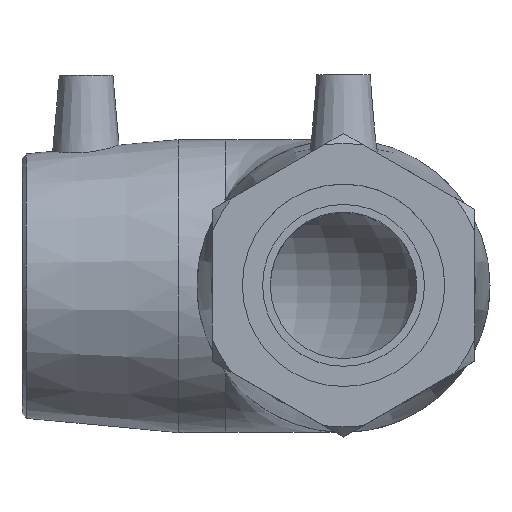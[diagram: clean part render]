
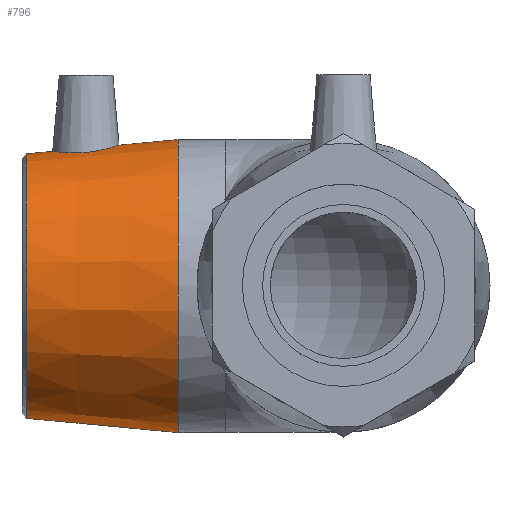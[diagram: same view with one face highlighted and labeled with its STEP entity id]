
A CAD part, top view. The second image highlights one B-rep face of the part: STEP entity #796.
In plain terms, the highlighted conical face has half-angle 5.364 degrees and reference radius 38.95 mm.
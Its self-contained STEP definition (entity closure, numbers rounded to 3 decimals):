
#17=B_SPLINE_CURVE_WITH_KNOTS('',3,(#1391,#1392,#1393,#1394,#1395,#1396,
#1397,#1398,#1399,#1400,#1401,#1402,#1403,#1404,#1405,#1406,#1407,#1408,
#1409,#1410,#1411,#1412,#1413,#1414,#1415,#1416,#1417,#1418,#1419,#1420,
#1421,#1422,#1423,#1424),.UNSPECIFIED.,.T.,.F.,(4,2,2,2,2,2,2,2,2,2,2,2,
2,2,2,2,4),(0.,0.346,0.692,1.04,1.388,
1.736,2.084,2.43,2.776,3.14,
3.504,3.862,4.22,4.578,4.936,
5.3,5.665),.UNSPECIFIED.);
#129=FACE_BOUND('',#263,.T.);
#130=FACE_BOUND('',#264,.T.);
#189=FACE_OUTER_BOUND('',#262,.T.);
#262=EDGE_LOOP('',(#680));
#263=EDGE_LOOP('',(#681));
#264=EDGE_LOOP('',(#682));
#348=CIRCLE('',#886,37.018);
#349=CIRCLE('',#888,41.);
#424=VERTEX_POINT('',#1385);
#425=VERTEX_POINT('',#1388);
#426=VERTEX_POINT('',#1390);
#520=EDGE_CURVE('',#424,#424,#348,.T.);
#521=EDGE_CURVE('',#425,#425,#349,.T.);
#522=EDGE_CURVE('',#426,#426,#17,.T.);
#680=ORIENTED_EDGE('',*,*,#521,.F.);
#681=ORIENTED_EDGE('',*,*,#522,.T.);
#682=ORIENTED_EDGE('',*,*,#520,.F.);
#760=CONICAL_SURFACE('',#887,38.95,5.364);
#796=ADVANCED_FACE('',(#189,#129,#130),#760,.T.);
#886=AXIS2_PLACEMENT_3D('',#1386,#1074,#1075);
#887=AXIS2_PLACEMENT_3D('',#1387,#1076,#1077);
#888=AXIS2_PLACEMENT_3D('',#1389,#1078,#1079);
#1074=DIRECTION('center_axis',(-1.,0.,0.));
#1075=DIRECTION('ref_axis',(0.,-1.,0.));
#1076=DIRECTION('center_axis',(1.,0.,0.));
#1077=DIRECTION('ref_axis',(0.,1.,0.));
#1078=DIRECTION('center_axis',(1.,0.,0.));
#1079=DIRECTION('ref_axis',(0.,0.,-1.));
#1385=CARTESIAN_POINT('',(-88.746,37.018,0.));
#1386=CARTESIAN_POINT('Origin',(-88.746,0.,0.));
#1387=CARTESIAN_POINT('Origin',(-68.167,0.,
0.));
#1388=CARTESIAN_POINT('',(-46.333,41.,0.));
#1389=CARTESIAN_POINT('Origin',(-46.333,0.,
0.));
#1390=CARTESIAN_POINT('',(-72.339,37.399,9.385));
#1391=CARTESIAN_POINT('Ctrl Pts',(-72.339,37.399,9.385));
#1392=CARTESIAN_POINT('Ctrl Pts',(-73.488,37.294,9.359));
#1393=CARTESIAN_POINT('Ctrl Pts',(-74.71,37.242,9.102));
#1394=CARTESIAN_POINT('Ctrl Pts',(-76.951,37.254,8.117));
#1395=CARTESIAN_POINT('Ctrl Pts',(-77.969,37.314,7.389));
#1396=CARTESIAN_POINT('Ctrl Pts',(-79.573,37.452,5.729));
#1397=CARTESIAN_POINT('Ctrl Pts',(-80.268,37.54,4.682));
#1398=CARTESIAN_POINT('Ctrl Pts',(-81.187,37.669,2.398));
#1399=CARTESIAN_POINT('Ctrl Pts',(-81.413,37.706,1.16));
#1400=CARTESIAN_POINT('Ctrl Pts',(-81.413,37.706,-1.16));
#1401=CARTESIAN_POINT('Ctrl Pts',(-81.187,37.669,-2.398));
#1402=CARTESIAN_POINT('Ctrl Pts',(-80.268,37.54,-4.682));
#1403=CARTESIAN_POINT('Ctrl Pts',(-79.573,37.452,-5.729));
#1404=CARTESIAN_POINT('Ctrl Pts',(-77.969,37.314,-7.389));
#1405=CARTESIAN_POINT('Ctrl Pts',(-76.951,37.254,-8.117));
#1406=CARTESIAN_POINT('Ctrl Pts',(-74.71,37.242,-9.102));
#1407=CARTESIAN_POINT('Ctrl Pts',(-73.488,37.294,-9.359));
#1408=CARTESIAN_POINT('Ctrl Pts',(-71.13,37.509,-9.413));
#1409=CARTESIAN_POINT('Ctrl Pts',(-69.848,37.691,-9.189));
#1410=CARTESIAN_POINT('Ctrl Pts',(-67.499,38.137,-8.237));
#1411=CARTESIAN_POINT('Ctrl Pts',(-66.431,38.395,-7.509));
#1412=CARTESIAN_POINT('Ctrl Pts',(-64.76,38.843,-5.835));
#1413=CARTESIAN_POINT('Ctrl Pts',(-64.039,39.063,-4.781));
#1414=CARTESIAN_POINT('Ctrl Pts',(-63.079,39.368,-2.46));
#1415=CARTESIAN_POINT('Ctrl Pts',(-62.84,39.45,-1.193));
#1416=CARTESIAN_POINT('Ctrl Pts',(-62.84,39.45,1.193));
#1417=CARTESIAN_POINT('Ctrl Pts',(-63.079,39.368,2.46));
#1418=CARTESIAN_POINT('Ctrl Pts',(-64.039,39.063,4.781));
#1419=CARTESIAN_POINT('Ctrl Pts',(-64.76,38.843,5.835));
#1420=CARTESIAN_POINT('Ctrl Pts',(-66.431,38.395,7.509));
#1421=CARTESIAN_POINT('Ctrl Pts',(-67.499,38.137,8.237));
#1422=CARTESIAN_POINT('Ctrl Pts',(-69.848,37.691,9.189));
#1423=CARTESIAN_POINT('Ctrl Pts',(-71.13,37.509,9.413));
#1424=CARTESIAN_POINT('Ctrl Pts',(-72.339,37.399,9.385));
